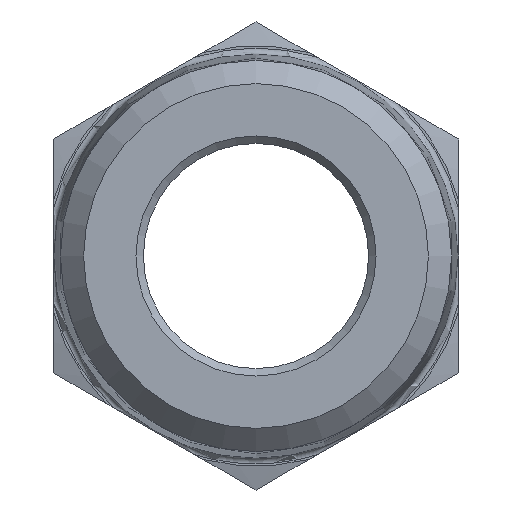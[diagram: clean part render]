
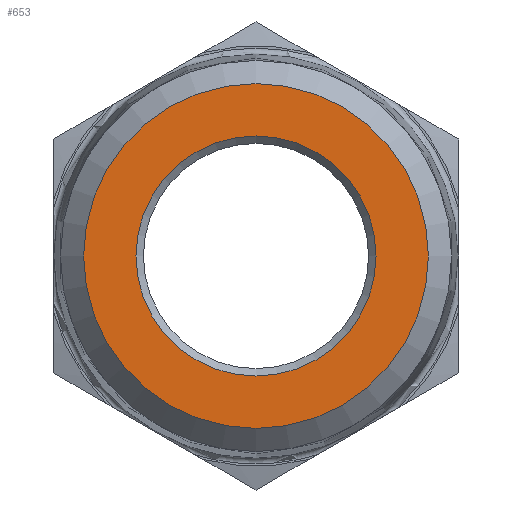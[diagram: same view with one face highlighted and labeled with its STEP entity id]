
A CAD part, front view. The second image highlights one B-rep face of the part: STEP entity #653.
In plain terms, the highlighted planar face has unit normal (0, -1, 0).
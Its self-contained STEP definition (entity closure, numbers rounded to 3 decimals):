
#39=FACE_BOUND('',#187,.T.);
#131=PLANE('',#730);
#149=FACE_OUTER_BOUND('',#186,.T.);
#186=EDGE_LOOP('',(#486));
#187=EDGE_LOOP('',(#487));
#243=CIRCLE('',#729,11.484);
#244=CIRCLE('',#731,8.);
#294=VERTEX_POINT('',#1098);
#295=VERTEX_POINT('',#1102);
#371=EDGE_CURVE('',#294,#294,#243,.T.);
#372=EDGE_CURVE('',#295,#295,#244,.T.);
#486=ORIENTED_EDGE('',*,*,#371,.F.);
#487=ORIENTED_EDGE('',*,*,#372,.F.);
#653=ADVANCED_FACE('',(#149,#39),#131,.T.);
#729=AXIS2_PLACEMENT_3D('',#1100,#848,#849);
#730=AXIS2_PLACEMENT_3D('',#1101,#850,#851);
#731=AXIS2_PLACEMENT_3D('',#1103,#852,#853);
#848=DIRECTION('center_axis',(0.,1.,0.));
#849=DIRECTION('ref_axis',(0.,0.,-1.));
#850=DIRECTION('center_axis',(0.,-1.,0.));
#851=DIRECTION('ref_axis',(0.,0.,-1.));
#852=DIRECTION('center_axis',(0.,-1.,0.));
#853=DIRECTION('ref_axis',(0.,0.,-1.));
#1098=CARTESIAN_POINT('',(0.,0.,11.484));
#1100=CARTESIAN_POINT('Origin',(0.,0.,0.));
#1101=CARTESIAN_POINT('Origin',(0.,0.,12.984));
#1102=CARTESIAN_POINT('',(0.,0.,8.));
#1103=CARTESIAN_POINT('Origin',(0.,0.,0.));
